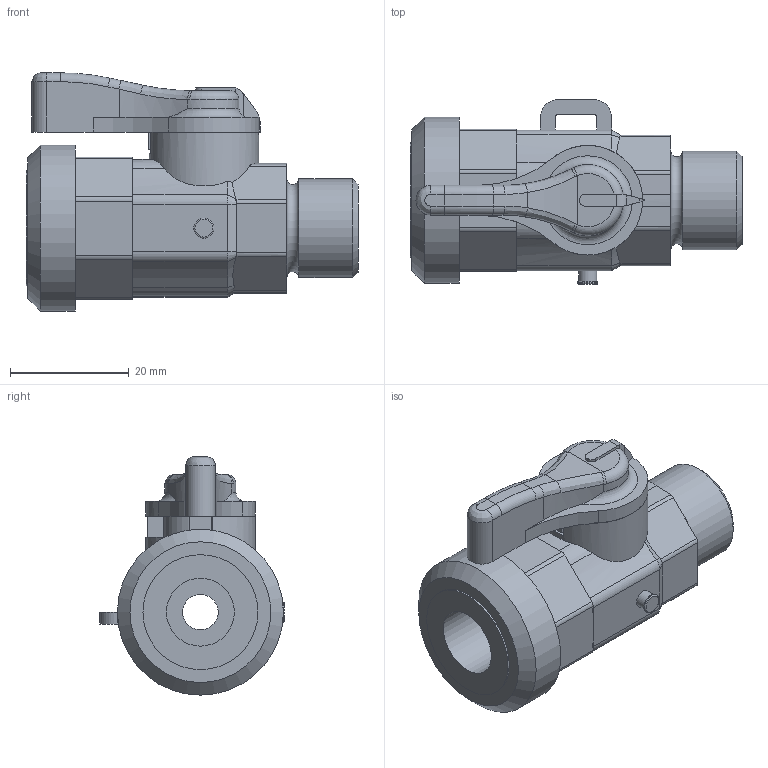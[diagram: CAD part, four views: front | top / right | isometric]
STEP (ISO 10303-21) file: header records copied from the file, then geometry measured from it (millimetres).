
FILE_DESCRIPTION((''),'2;1');
FILE_NAME('PV10031C010.stp','2022-02-17T09:42:16',('RL'),(''),'Autodesk Inventor 2012','Autodesk Inventor 2012','');
FILE_SCHEMA(('AUTOMOTIVE_DESIGN { 1 0 10303 214 1 1 1 1 }'));
Length unit declared in the file: millimetre
Products named in the file (1): PV10031C010
Bounding box: 56 x 31.16 x 40.2 mm (x, y, z)
Volume: 24250.1 mm3; surface area: 8295.8 mm2
Topology: 1 solids, 1 shells, 174 faces, 466 edges, 302 vertices
Faces by surface type: cylinder 75, plane 70, cone 13, torus 9, bspline 7
Full cylindrical faces by diameter (mm): 3 x1, 3.4 x1, 6 x1, 11.45 x1, 16.66 x1, 18.45 x1, 19.4 x1, 28 x1
Entity records: 5973 total; most frequent: CARTESIAN_POINT 1629, ORIENTED_EDGE 898, DIRECTION 887, EDGE_CURVE 449, AXIS2_PLACEMENT_3D 328, VERTEX_POINT 298, VECTOR 231, LINE 231
